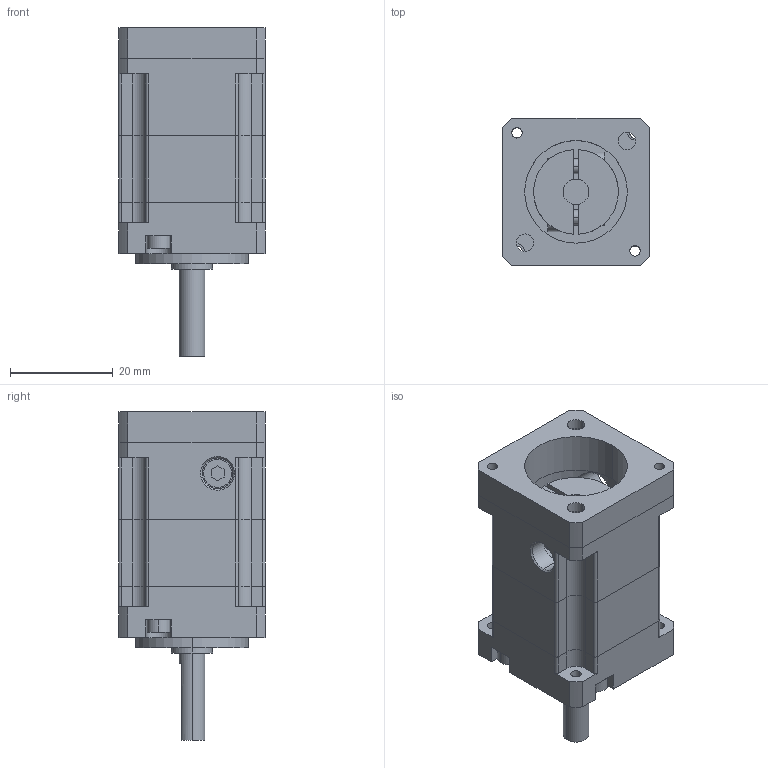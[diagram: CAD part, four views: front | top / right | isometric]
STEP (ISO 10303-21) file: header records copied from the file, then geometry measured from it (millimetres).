
FILE_DESCRIPTION (( 'STEP AP203' ), '1' );
FILE_NAME ('PB28-L1-(A)-S2-P2-（5-16-20-3.4-28）-输入端.STEP', '2024-08-27T09:16:28', ( '' ), ( '' ), 'SwSTEP 2.0', 'SolidWorks 2024', '' );
FILE_SCHEMA (( 'CONFIG_CONTROL_DESIGN' ));
Length unit declared in the file: millimetre
Products named in the file (5): PB28-输出端-5轴; PB28-伺服电机过渡法兰-A-(D-16-20-3.4-28); PB28-L1-(A)-S2-P2-（5-16-20-3.4-28）-输入端; PB28-输入端-C-L1-(5-10-22-2.8-F23); PB28-单级内齿圈
Assembly tree (4 placements, depth 2):
  PB28-L1-(A)-S2-P2-（5-16-20-3.4-28）-输入端
    PB28-输出端-5轴
    PB28-单级内齿圈
    PB28-输入端-C-L1-(5-10-22-2.8-F23)
    PB28-伺服电机过渡法兰-A-(D-16-20-3.4-28)
Bounding box: 28.6 x 28.6 x 64 mm (x, y, z)
Volume: 25462.3 mm3; surface area: 14496.3 mm2
Topology: 4 solids, 4 shells, 296 faces, 765 edges, 504 vertices
Faces by surface type: plane 141, cylinder 137, cone 18
Entity records: 9918 total; most frequent: CARTESIAN_POINT 1828, DIRECTION 1645, ORIENTED_EDGE 1530, EDGE_CURVE 765, AXIS2_PLACEMENT_3D 589, VERTEX_POINT 504, VECTOR 467, LINE 467
